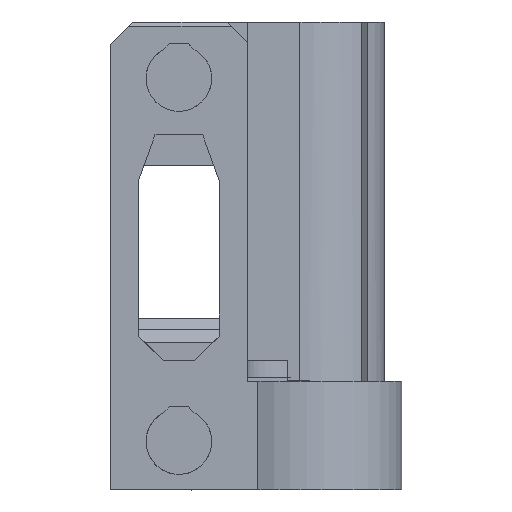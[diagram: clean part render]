
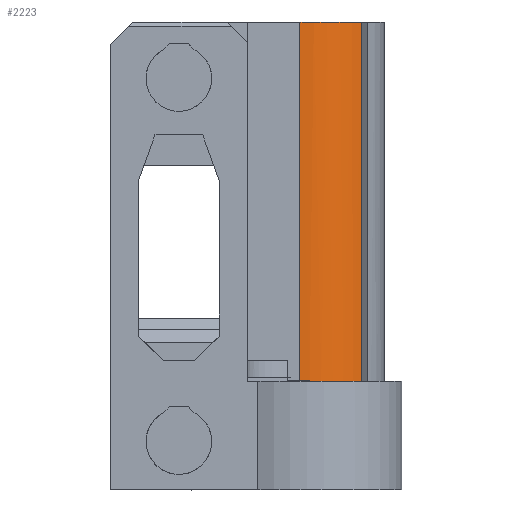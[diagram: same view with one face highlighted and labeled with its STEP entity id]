
A CAD part, front view. The second image highlights one B-rep face of the part: STEP entity #2223.
In plain terms, the highlighted cylindrical face has radius 10.475 mm (diameter 20.95 mm), a partial arc.
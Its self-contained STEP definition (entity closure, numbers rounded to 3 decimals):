
#214 = ORIENTED_EDGE ( 'NONE', *, *, #7692, .T. ) ;
#693 = EDGE_CURVE ( 'NONE', #9647, #12257, #10396, .T. ) ;
#1339 = CIRCLE ( 'NONE', #3451, 10.475 ) ;
#2223 = ADVANCED_FACE ( 'NONE', ( #10854 ), #7339, .T. ) ;
#2281 = ORIENTED_EDGE ( 'NONE', *, *, #693, .T. ) ;
#2400 = LINE ( 'NONE', #3131, #8870 ) ;
#2506 = EDGE_CURVE ( 'NONE', #15733, #3366, #12243, .T. ) ;
#2779 = CARTESIAN_POINT ( 'NONE',  ( 0., -10.475, 13.51 ) ) ;
#3131 = CARTESIAN_POINT ( 'NONE',  ( 0., -10.475, 0. ) ) ;
#3366 = VERTEX_POINT ( 'NONE', #15669 ) ;
#3451 = AXIS2_PLACEMENT_3D ( 'NONE', #15166, #7897, #9270 ) ;
#3768 = CARTESIAN_POINT ( 'NONE',  ( 7.694, -7.109, 58. ) ) ;
#3834 = CARTESIAN_POINT ( 'NONE',  ( 7.694, -7.109, 0.5 ) ) ;
#3929 = B_SPLINE_CURVE_WITH_KNOTS ( 'NONE', 3,
 ( #2779, #11649, #12733, #5193 ),
 .UNSPECIFIED., .F., .F.,
 ( 4, 4 ),
 ( 0., 1. ),
 .UNSPECIFIED. ) ;
#3977 = ORIENTED_EDGE ( 'NONE', *, *, #2506, .F. ) ;
#4311 = CARTESIAN_POINT ( 'NONE',  ( 0., -10.475, 13.51 ) ) ;
#5122 = VECTOR ( 'NONE', #11730, 1000. ) ;
#5150 = AXIS2_PLACEMENT_3D ( 'NONE', #11520, #12824, #14568 ) ;
#5193 = CARTESIAN_POINT ( 'NONE',  ( 1.192, -10.407, 13.51 ) ) ;
#5541 = CARTESIAN_POINT ( 'NONE',  ( 1.192, -10.407, -1. ) ) ;
#6346 = AXIS2_PLACEMENT_3D ( 'NONE', #13765, #11417, #7920 ) ;
#7180 = VERTEX_POINT ( 'NONE', #4311 ) ;
#7339 = CYLINDRICAL_SURFACE ( 'NONE', #5150, 10.475 ) ;
#7521 = ORIENTED_EDGE ( 'NONE', *, *, #11100, .F. ) ;
#7692 = EDGE_CURVE ( 'NONE', #7180, #9647, #3929, .T. ) ;
#7897 = DIRECTION ( 'NONE',  ( 0., 0., 1. ) ) ;
#7920 = DIRECTION ( 'NONE',  ( 1., 0., 0. ) ) ;
#8074 = DIRECTION ( 'NONE',  ( 0., 0., -1. ) ) ;
#8870 = VECTOR ( 'NONE', #8074, 1000. ) ;
#9270 = DIRECTION ( 'NONE',  ( 1., 0., 0. ) ) ;
#9647 = VERTEX_POINT ( 'NONE', #11098 ) ;
#10396 = LINE ( 'NONE', #5541, #5122 ) ;
#10854 = FACE_OUTER_BOUND ( 'NONE', #12006, .T. ) ;
#11098 = CARTESIAN_POINT ( 'NONE',  ( 1.192, -10.407, 13.51 ) ) ;
#11100 = EDGE_CURVE ( 'NONE', #15724, #15733, #14249, .T. ) ;
#11406 = CARTESIAN_POINT ( 'NONE',  ( 1.192, -10.407, 13.5 ) ) ;
#11417 = DIRECTION ( 'NONE',  ( 0., 0., 1. ) ) ;
#11520 = CARTESIAN_POINT ( 'NONE',  ( 0., 0., 0. ) ) ;
#11649 = CARTESIAN_POINT ( 'NONE',  ( 0.398, -10.475, 13.51 ) ) ;
#11730 = DIRECTION ( 'NONE',  ( 0., 0., -1. ) ) ;
#12006 = EDGE_LOOP ( 'NONE', ( #2281, #12141, #3977, #7521, #13669, #214 ) ) ;
#12141 = ORIENTED_EDGE ( 'NONE', *, *, #15833, .T. ) ;
#12243 = LINE ( 'NONE', #3834, #16128 ) ;
#12257 = VERTEX_POINT ( 'NONE', #11406 ) ;
#12479 = CARTESIAN_POINT ( 'NONE',  ( 0., -10.475, 58. ) ) ;
#12647 = DIRECTION ( 'NONE',  ( 0., 0., -1. ) ) ;
#12733 = CARTESIAN_POINT ( 'NONE',  ( 0.797, -10.452, 13.51 ) ) ;
#12824 = DIRECTION ( 'NONE',  ( 0., 0., 1. ) ) ;
#13422 = EDGE_CURVE ( 'NONE', #15724, #7180, #2400, .T. ) ;
#13669 = ORIENTED_EDGE ( 'NONE', *, *, #13422, .T. ) ;
#13765 = CARTESIAN_POINT ( 'NONE',  ( 0., 0., 58. ) ) ;
#14249 = CIRCLE ( 'NONE', #6346, 10.475 ) ;
#14568 = DIRECTION ( 'NONE',  ( 1., 0., 0. ) ) ;
#15166 = CARTESIAN_POINT ( 'NONE',  ( 0., 0., 13.5 ) ) ;
#15669 = CARTESIAN_POINT ( 'NONE',  ( 7.694, -7.109, 13.5 ) ) ;
#15724 = VERTEX_POINT ( 'NONE', #12479 ) ;
#15733 = VERTEX_POINT ( 'NONE', #3768 ) ;
#15833 = EDGE_CURVE ( 'NONE', #12257, #3366, #1339, .T. ) ;
#16128 = VECTOR ( 'NONE', #12647, 1000. ) ;
